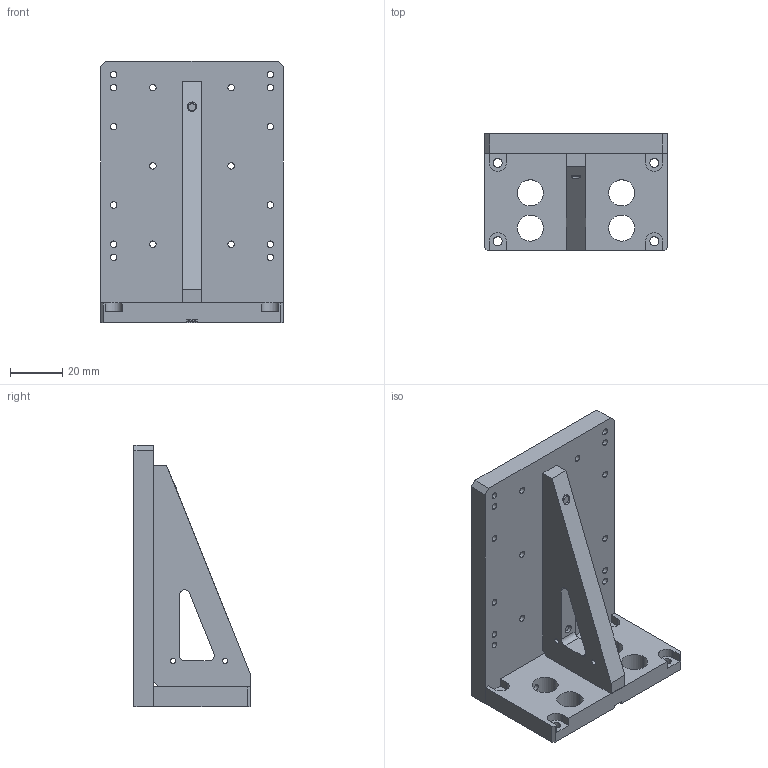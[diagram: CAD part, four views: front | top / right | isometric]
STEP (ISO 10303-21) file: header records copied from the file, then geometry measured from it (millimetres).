
FILE_DESCRIPTION (( 'STEP AP214' ), '1' );
FILE_NAME ('M18-003A.STEP', '2023-04-12T09:01:01', ( '' ), ( '' ), 'SwSTEP 2.0', 'SolidWorks 2023', '' );
FILE_SCHEMA (( 'AUTOMOTIVE_DESIGN' ));
Length unit declared in the file: millimetre
Products named in the file (6): P0200.030-010-A2_P0200.030-010-A2; M18-003A; Z-Bracket Table Gusset v1; P0200.040-012-A2_P0200.040-012-A2; Z Mount Table Vert V1; Z Mount Table V1
Assembly tree (9 placements, depth 2):
  M18-003A
    Z Mount Table Vert V1
    Z-Bracket Table Gusset v1
    Z Mount Table V1
    P0200.040-012-A2_P0200.040-012-A2  x4
    P0200.030-010-A2_P0200.030-010-A2  x2
Bounding box: 70 x 44.5 x 100 mm (x, y, z)
Volume: 79393.1 mm3; surface area: 33802.3 mm2
Topology: 9 solids, 9 shells, 737 faces, 1615 edges, 896 vertices
Faces by surface type: cone 448, plane 145, cylinder 132, torus 12
Entity records: 10960 total; most frequent: CARTESIAN_POINT 2014, DIRECTION 1975, ORIENTED_EDGE 1718, EDGE_CURVE 859, AXIS2_PLACEMENT_3D 773, VERTEX_POINT 512, EDGE_LOOP 453, LINE 429
